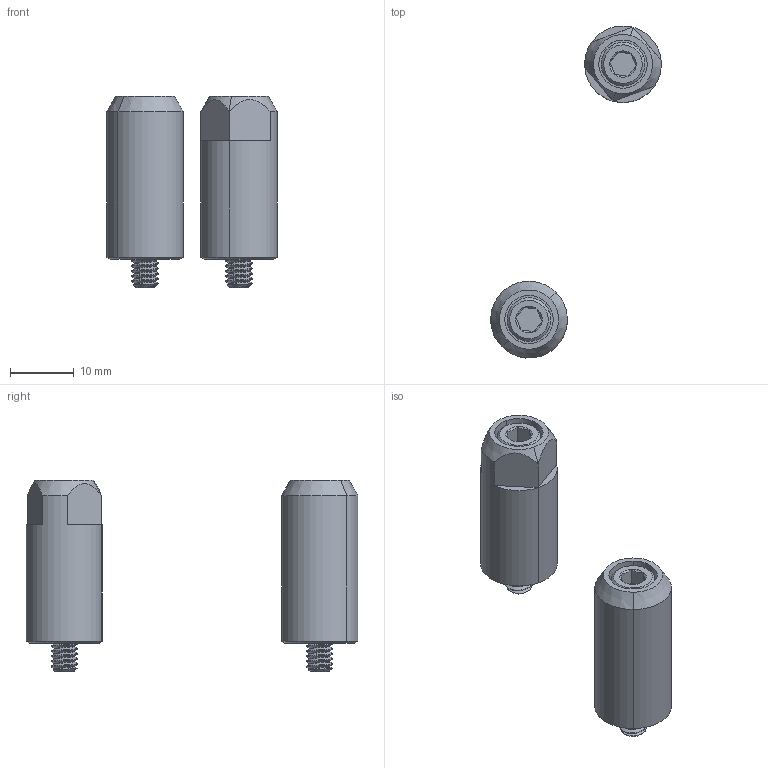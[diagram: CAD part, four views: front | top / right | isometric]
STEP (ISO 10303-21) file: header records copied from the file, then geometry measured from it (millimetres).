
FILE_DESCRIPTION (( 'STEP AP203' ), '1' );
FILE_NAME ('52000.STEP', '2020-03-20T18:03:10', ( 'Mike W' ), ( '' ), 'SwSTEP 2.0', 'SolidWorks 2018', '' );
FILE_SCHEMA (( 'CONFIG_CONTROL_DESIGN' ));
Length unit declared in the file: inch
Products named in the file (4): 8321 SHCS_8321 SHCS; 453010_453010; 453011_453011; 52000
Assembly tree (4 placements, depth 2):
  52000
    453010_453010
    453011_453011
    8321 SHCS_8321 SHCS  x2
Bounding box: 26.64 x 51.88 x 29.9 mm (x, y, z)
Volume: 5219.4 mm3; surface area: 4393.2 mm2
Topology: 4 solids, 4 shells, 352 faces, 962 edges, 624 vertices
Faces by surface type: cylinder 272, cone 40, plane 36, bspline 4
Entity records: 9411 total; most frequent: CARTESIAN_POINT 4896, ORIENTED_EDGE 1032, DIRECTION 701, EDGE_CURVE 516, VERTEX_POINT 333, AXIS2_PLACEMENT_3D 259, EDGE_LOOP 201, FACE_OUTER_BOUND 193
